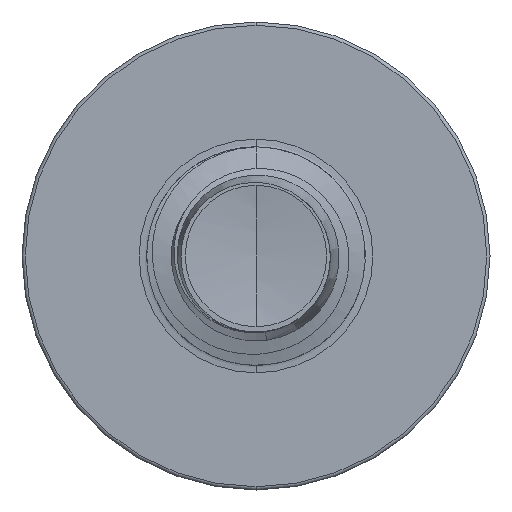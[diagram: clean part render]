
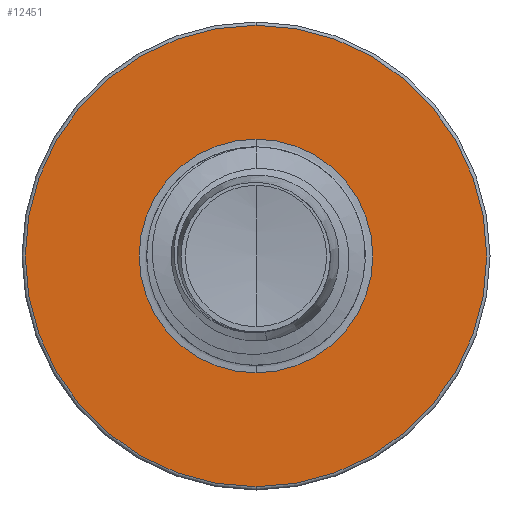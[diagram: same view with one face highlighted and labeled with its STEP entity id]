
A CAD part, front view. The second image highlights one B-rep face of the part: STEP entity #12451.
In plain terms, the highlighted planar face has unit normal (0, -1, 0).
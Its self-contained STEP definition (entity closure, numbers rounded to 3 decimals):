
#429 = CIRCLE ( 'NONE', #9079, 3.698 ) ;
#520 = VERTEX_POINT ( 'NONE', #1921 ) ;
#556 = ORIENTED_EDGE ( 'NONE', *, *, #2955, .T. ) ;
#1556 = EDGE_CURVE ( 'NONE', #520, #7784, #429, .T. ) ;
#1606 = DIRECTION ( 'NONE',  ( 0., 0., 1. ) ) ;
#1616 = DIRECTION ( 'NONE',  ( 0., 1., 0. ) ) ;
#1694 = PLANE ( 'NONE',  #7887 ) ;
#1784 = CARTESIAN_POINT ( 'NONE',  ( 0., 4., -1.872 ) ) ;
#1921 = CARTESIAN_POINT ( 'NONE',  ( 0., 4., -3.697 ) ) ;
#2417 = AXIS2_PLACEMENT_3D ( 'NONE', #7941, #7935, #7917 ) ;
#2567 = FACE_OUTER_BOUND ( 'NONE', #5153, .T. ) ;
#2955 = EDGE_CURVE ( 'NONE', #6227, #14597, #12822, .T. ) ;
#3938 = CARTESIAN_POINT ( 'NONE',  ( 0., 4., 3.698 ) ) ;
#4049 = ORIENTED_EDGE ( 'NONE', *, *, #1556, .F. ) ;
#4995 = EDGE_CURVE ( 'NONE', #14597, #6227, #11911, .T. ) ;
#5153 = EDGE_LOOP ( 'NONE', ( #12513, #4049 ) ) ;
#6227 = VERTEX_POINT ( 'NONE', #8678 ) ;
#7784 = VERTEX_POINT ( 'NONE', #3938 ) ;
#7887 = AXIS2_PLACEMENT_3D ( 'NONE', #1784, #1616, #1606 ) ;
#7917 = DIRECTION ( 'NONE',  ( 0., 0., 1. ) ) ;
#7935 = DIRECTION ( 'NONE',  ( 0., 1., 0. ) ) ;
#7941 = CARTESIAN_POINT ( 'NONE',  ( 0., 4., 0. ) ) ;
#8678 = CARTESIAN_POINT ( 'NONE',  ( 0., 4., 1.872 ) ) ;
#8830 = ORIENTED_EDGE ( 'NONE', *, *, #4995, .T. ) ;
#9079 = AXIS2_PLACEMENT_3D ( 'NONE', #13671, #13396, #13619 ) ;
#9867 = CARTESIAN_POINT ( 'NONE',  ( 0., 4., -1.872 ) ) ;
#10949 = DIRECTION ( 'NONE',  ( 0., 0., 1. ) ) ;
#10965 = DIRECTION ( 'NONE',  ( 0., 1., 0. ) ) ;
#10982 = CARTESIAN_POINT ( 'NONE',  ( 0., 4., 0. ) ) ;
#11911 = CIRCLE ( 'NONE', #14168, 1.872 ) ;
#12451 = ADVANCED_FACE ( 'NONE', ( #2567, #13184 ), #1694, .F. ) ;
#12513 = ORIENTED_EDGE ( 'NONE', *, *, #12871, .F. ) ;
#12590 = AXIS2_PLACEMENT_3D ( 'NONE', #13890, #13885, #13874 ) ;
#12822 = CIRCLE ( 'NONE', #12590, 1.872 ) ;
#12871 = EDGE_CURVE ( 'NONE', #7784, #520, #14722, .T. ) ;
#13184 = FACE_BOUND ( 'NONE', #14079, .T. ) ;
#13396 = DIRECTION ( 'NONE',  ( 0., 1., 0. ) ) ;
#13619 = DIRECTION ( 'NONE',  ( 0., 0., 1. ) ) ;
#13671 = CARTESIAN_POINT ( 'NONE',  ( 0., 4., 0. ) ) ;
#13874 = DIRECTION ( 'NONE',  ( 0., 0., 1. ) ) ;
#13885 = DIRECTION ( 'NONE',  ( 0., 1., 0. ) ) ;
#13890 = CARTESIAN_POINT ( 'NONE',  ( 0., 4., 0. ) ) ;
#14079 = EDGE_LOOP ( 'NONE', ( #556, #8830 ) ) ;
#14168 = AXIS2_PLACEMENT_3D ( 'NONE', #10982, #10965, #10949 ) ;
#14597 = VERTEX_POINT ( 'NONE', #9867 ) ;
#14722 = CIRCLE ( 'NONE', #2417, 3.698 ) ;
